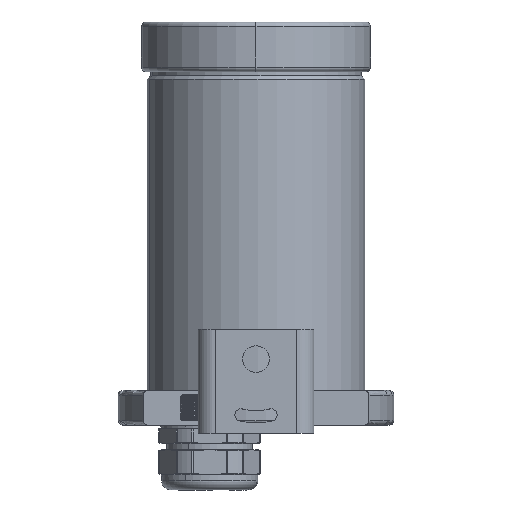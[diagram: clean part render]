
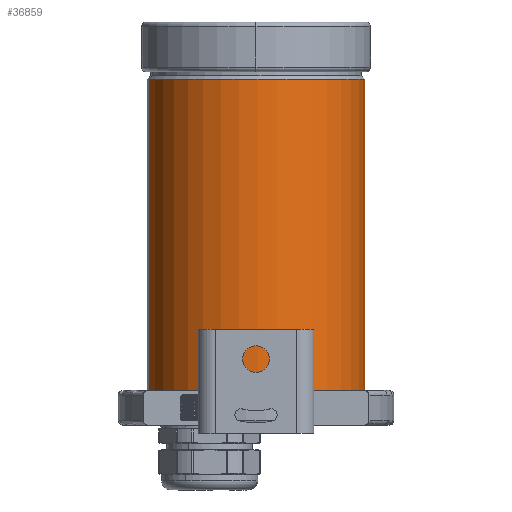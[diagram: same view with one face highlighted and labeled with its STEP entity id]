
A CAD part, front view. The second image highlights one B-rep face of the part: STEP entity #36859.
In plain terms, the highlighted cylindrical face has radius 59.69 mm (diameter 119.38 mm), a partial arc.
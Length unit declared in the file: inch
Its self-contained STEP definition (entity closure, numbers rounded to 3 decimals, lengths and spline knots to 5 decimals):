
#996 = DIRECTION ( 'NONE',  ( 0., 0., -1. ) ) ;
#1226 = ORIENTED_EDGE ( 'NONE', *, *, #53997, .F. ) ;
#4079 = CARTESIAN_POINT ( 'NONE',  ( 0., 0., -2.975 ) ) ;
#6189 = CARTESIAN_POINT ( 'NONE',  ( 0., 0., 3.75 ) ) ;
#6846 = CIRCLE ( 'NONE', #39164, 2.35 ) ;
#10027 = ORIENTED_EDGE ( 'NONE', *, *, #25540, .T. ) ;
#11249 = EDGE_LOOP ( 'NONE', ( #30034, #1226, #45295, #10027 ) ) ;
#12904 = DIRECTION ( 'NONE',  ( -1., 0., 0. ) ) ;
#12929 = EDGE_CURVE ( 'NONE', #45517, #26621, #57295, .T. ) ;
#13648 = CIRCLE ( 'NONE', #49053, 2.35 ) ;
#14228 = DIRECTION ( 'NONE',  ( 0., 0., 1. ) ) ;
#19622 = CARTESIAN_POINT ( 'NONE',  ( 2.35, 0., -2.975 ) ) ;
#19822 = VERTEX_POINT ( 'NONE', #24220 ) ;
#24220 = CARTESIAN_POINT ( 'NONE',  ( 2.35, 0., 3.75 ) ) ;
#25094 = CARTESIAN_POINT ( 'NONE',  ( -2.35, 0., -2.975 ) ) ;
#25540 = EDGE_CURVE ( 'NONE', #26621, #56568, #13648, .T. ) ;
#26621 = VERTEX_POINT ( 'NONE', #25094 ) ;
#30034 = ORIENTED_EDGE ( 'NONE', *, *, #34626, .F. ) ;
#30120 = DIRECTION ( 'NONE',  ( 0., 0., -1. ) ) ;
#30373 = DIRECTION ( 'NONE',  ( -1., 0., 0. ) ) ;
#30707 = CYLINDRICAL_SURFACE ( 'NONE', #50731, 2.35 ) ;
#30896 = VECTOR ( 'NONE', #30120, 39.37008 ) ;
#31437 = DIRECTION ( 'NONE',  ( 1., 0., 0. ) ) ;
#32864 = DIRECTION ( 'NONE',  ( 0., 0., -1. ) ) ;
#34626 = EDGE_CURVE ( 'NONE', #19822, #56568, #39580, .T. ) ;
#36859 = ADVANCED_FACE ( 'NONE', ( #40470 ), #30707, .T. ) ;
#39164 = AXIS2_PLACEMENT_3D ( 'NONE', #40542, #41181, #31437 ) ;
#39580 = LINE ( 'NONE', #55214, #30896 ) ;
#40470 = FACE_OUTER_BOUND ( 'NONE', #11249, .T. ) ;
#40542 = CARTESIAN_POINT ( 'NONE',  ( 0., 0., 3.75 ) ) ;
#41181 = DIRECTION ( 'NONE',  ( 0., 0., 1. ) ) ;
#42138 = CARTESIAN_POINT ( 'NONE',  ( -2.35, 0., 3.75 ) ) ;
#45128 = VECTOR ( 'NONE', #32864, 39.37008 ) ;
#45295 = ORIENTED_EDGE ( 'NONE', *, *, #12929, .T. ) ;
#45517 = VERTEX_POINT ( 'NONE', #42138 ) ;
#47468 = CARTESIAN_POINT ( 'NONE',  ( -2.35, 0., 3.75 ) ) ;
#49053 = AXIS2_PLACEMENT_3D ( 'NONE', #4079, #14228, #12904 ) ;
#50731 = AXIS2_PLACEMENT_3D ( 'NONE', #6189, #996, #30373 ) ;
#53997 = EDGE_CURVE ( 'NONE', #45517, #19822, #6846, .T. ) ;
#55214 = CARTESIAN_POINT ( 'NONE',  ( 2.35, 0., 3.75 ) ) ;
#56568 = VERTEX_POINT ( 'NONE', #19622 ) ;
#57295 = LINE ( 'NONE', #47468, #45128 ) ;
